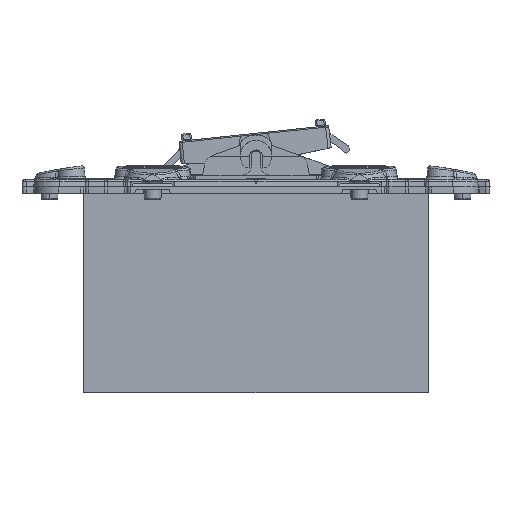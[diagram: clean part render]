
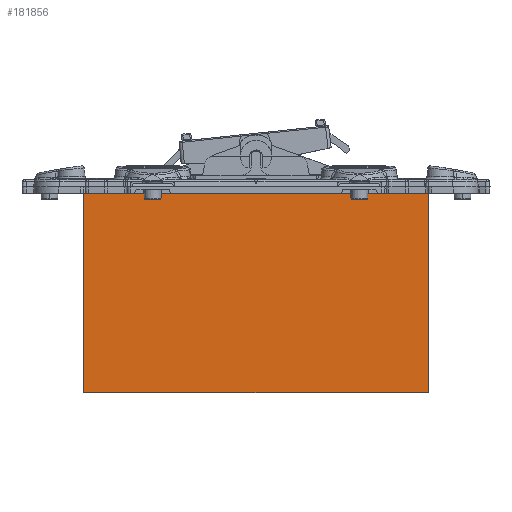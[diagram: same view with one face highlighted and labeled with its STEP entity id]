
A CAD part, left-side view. The second image highlights one B-rep face of the part: STEP entity #181856.
In plain terms, the highlighted planar face has unit normal (-1, 0, 0).
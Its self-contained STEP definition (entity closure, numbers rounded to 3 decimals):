
#181827=AXIS2_PLACEMENT_3D('Plane Axis2P3D',#181824,#181825,#181826) ;
#60224=CARTESIAN_POINT('Line Origine',(-27.5,9.38,0.85)) ;
#60228=CARTESIAN_POINT('Vertex',(-27.5,9.38,0.)) ;
#60230=CARTESIAN_POINT('Vertex',(-27.5,9.38,-0.15)) ;
#60237=CARTESIAN_POINT('Vertex',(-27.5,4.117,0.)) ;
#60240=CARTESIAN_POINT('Line Origine',(-27.5,4.117,0.85)) ;
#60244=CARTESIAN_POINT('Vertex',(-27.5,4.117,-0.15)) ;
#66010=CARTESIAN_POINT('Line Origine',(-27.5,-11.692,-0.15)) ;
#66014=CARTESIAN_POINT('Vertex',(-27.5,-27.5,-0.15)) ;
#66050=CARTESIAN_POINT('Vertex',(-27.5,27.5,-0.15)) ;
#66053=CARTESIAN_POINT('Line Origine',(-27.5,18.44,-0.15)) ;
#181805=CARTESIAN_POINT('Vertex',(-27.5,27.5,-32.)) ;
#181808=CARTESIAN_POINT('Line Origine',(-27.5,27.5,-16.075)) ;
#181824=CARTESIAN_POINT('Axis2P3D Location',(-27.5,-27.5,0.)) ;
#181829=CARTESIAN_POINT('Line Origine',(-27.5,6.749,0.)) ;
#181834=CARTESIAN_POINT('Line Origine',(-27.5,0.,-32.)) ;
#181838=CARTESIAN_POINT('Vertex',(-27.5,-27.5,-32.)) ;
#181841=CARTESIAN_POINT('Line Origine',(-27.5,-27.5,-16.075)) ;
#60225=DIRECTION('Vector Direction',(0.,0.,1.)) ;
#60241=DIRECTION('Vector Direction',(0.,0.,1.)) ;
#66011=DIRECTION('Vector Direction',(0.,1.,0.)) ;
#66054=DIRECTION('Vector Direction',(0.,1.,0.)) ;
#181809=DIRECTION('Vector Direction',(0.,0.,-1.)) ;
#181825=DIRECTION('Axis2P3D Direction',(-1.,0.,0.)) ;
#181826=DIRECTION('Axis2P3D XDirection',(0.,1.,0.)) ;
#181830=DIRECTION('Vector Direction',(0.,1.,0.)) ;
#181835=DIRECTION('Vector Direction',(0.,1.,0.)) ;
#181842=DIRECTION('Vector Direction',(0.,0.,-1.)) ;
#60226=VECTOR('Line Direction',#60225,1.) ;
#60242=VECTOR('Line Direction',#60241,1.) ;
#66012=VECTOR('Line Direction',#66011,1.) ;
#66055=VECTOR('Line Direction',#66054,1.) ;
#181810=VECTOR('Line Direction',#181809,1.) ;
#181831=VECTOR('Line Direction',#181830,1.) ;
#181836=VECTOR('Line Direction',#181835,1.) ;
#181843=VECTOR('Line Direction',#181842,1.) ;
#181847=ORIENTED_EDGE('',*,*,#181833,.F.) ;
#181848=ORIENTED_EDGE('',*,*,#60232,.T.) ;
#181849=ORIENTED_EDGE('',*,*,#66057,.T.) ;
#181850=ORIENTED_EDGE('',*,*,#181812,.T.) ;
#181851=ORIENTED_EDGE('',*,*,#181840,.T.) ;
#181852=ORIENTED_EDGE('',*,*,#181845,.F.) ;
#181853=ORIENTED_EDGE('',*,*,#66016,.T.) ;
#181854=ORIENTED_EDGE('',*,*,#60246,.F.) ;
#181856=ADVANCED_FACE('PartBody',(#181855),#181828,.T.) ;
#60232=EDGE_CURVE('',#60229,#60231,#60227,.F.) ;
#60246=EDGE_CURVE('',#60238,#60245,#60243,.F.) ;
#66016=EDGE_CURVE('',#66015,#60245,#66013,.T.) ;
#66057=EDGE_CURVE('',#60231,#66051,#66056,.T.) ;
#181812=EDGE_CURVE('',#66051,#181806,#181811,.T.) ;
#181833=EDGE_CURVE('',#60229,#60238,#181832,.F.) ;
#181840=EDGE_CURVE('',#181806,#181839,#181837,.F.) ;
#181845=EDGE_CURVE('',#66015,#181839,#181844,.T.) ;
#181846=EDGE_LOOP('',(#181847,#181848,#181849,#181850,#181851,#181852,#181853,#181854)) ;
#181855=FACE_OUTER_BOUND('',#181846,.T.) ;
#60227=LINE('Line',#60224,#60226) ;
#60243=LINE('Line',#60240,#60242) ;
#66013=LINE('Line',#66010,#66012) ;
#66056=LINE('Line',#66053,#66055) ;
#181811=LINE('Line',#181808,#181810) ;
#181832=LINE('Line',#181829,#181831) ;
#181837=LINE('Line',#181834,#181836) ;
#181844=LINE('Line',#181841,#181843) ;
#181828=PLANE('',#181827) ;
#60229=VERTEX_POINT('',#60228) ;
#60231=VERTEX_POINT('',#60230) ;
#60238=VERTEX_POINT('',#60237) ;
#60245=VERTEX_POINT('',#60244) ;
#66015=VERTEX_POINT('',#66014) ;
#66051=VERTEX_POINT('',#66050) ;
#181806=VERTEX_POINT('',#181805) ;
#181839=VERTEX_POINT('',#181838) ;
